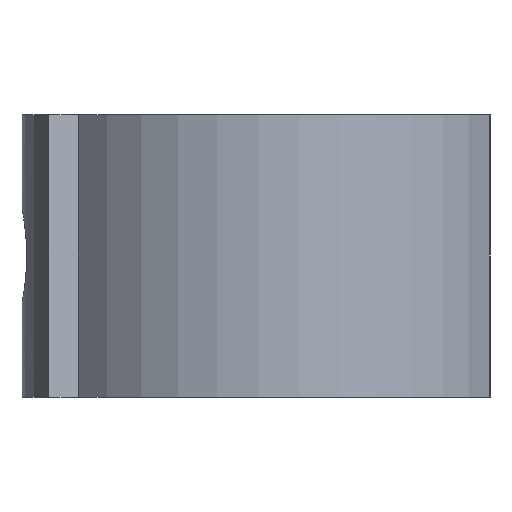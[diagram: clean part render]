
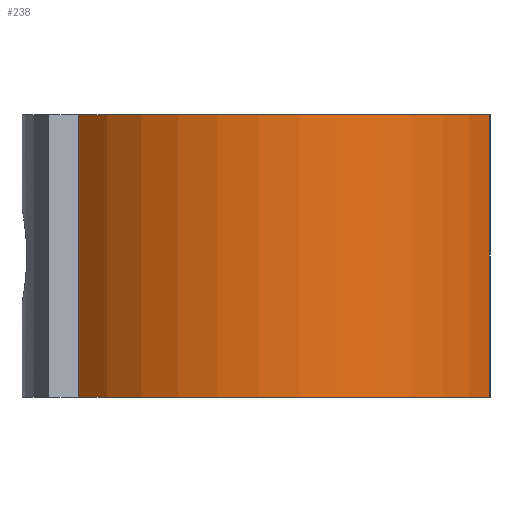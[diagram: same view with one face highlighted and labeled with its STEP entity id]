
A CAD part, left-side view. The second image highlights one B-rep face of the part: STEP entity #238.
In plain terms, the highlighted cylindrical face has radius 13 mm (diameter 26 mm), a partial arc.
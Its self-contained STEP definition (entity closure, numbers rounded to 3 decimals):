
#25=LINE('',#463,#43);
#26=LINE('',#469,#44);
#43=VECTOR('',#323,10.);
#44=VECTOR('',#330,10.);
#65=CIRCLE('',#280,13.);
#66=CIRCLE('',#281,13.);
#77=FACE_OUTER_BOUND('',#92,.T.);
#92=EDGE_LOOP('',(#180,#181,#182,#183));
#115=VERTEX_POINT('',#459);
#116=VERTEX_POINT('',#461);
#117=VERTEX_POINT('',#465);
#118=VERTEX_POINT('',#467);
#142=EDGE_CURVE('',#115,#116,#25,.T.);
#143=EDGE_CURVE('',#115,#117,#65,.T.);
#144=EDGE_CURVE('',#118,#116,#66,.T.);
#145=EDGE_CURVE('',#117,#118,#26,.T.);
#180=ORIENTED_EDGE('',*,*,#143,.F.);
#181=ORIENTED_EDGE('',*,*,#142,.T.);
#182=ORIENTED_EDGE('',*,*,#144,.F.);
#183=ORIENTED_EDGE('',*,*,#145,.F.);
#231=CYLINDRICAL_SURFACE('',#279,13.);
#238=ADVANCED_FACE('',(#77),#231,.T.);
#279=AXIS2_PLACEMENT_3D('',#464,#324,#325);
#280=AXIS2_PLACEMENT_3D('',#466,#326,#327);
#281=AXIS2_PLACEMENT_3D('',#468,#328,#329);
#323=DIRECTION('',(0.,0.,1.));
#324=DIRECTION('center_axis',(0.,0.,1.));
#325=DIRECTION('ref_axis',(0.639,-0.769,0.));
#326=DIRECTION('center_axis',(0.,0.,-1.));
#327=DIRECTION('ref_axis',(0.639,-0.769,0.));
#328=DIRECTION('center_axis',(0.,0.,1.));
#329=DIRECTION('ref_axis',(0.639,-0.769,0.));
#330=DIRECTION('',(0.,0.,1.));
#459=CARTESIAN_POINT('',(-5.387,-9.331,0.));
#461=CARTESIAN_POINT('',(-5.387,-9.331,15.));
#463=CARTESIAN_POINT('',(-5.387,-9.331,0.));
#464=CARTESIAN_POINT('Origin',(0.,2.5,0.));
#465=CARTESIAN_POINT('',(-8.307,12.5,0.));
#466=CARTESIAN_POINT('Origin',(0.,2.5,0.));
#467=CARTESIAN_POINT('',(-8.307,12.5,15.));
#468=CARTESIAN_POINT('Origin',(0.,2.5,15.));
#469=CARTESIAN_POINT('',(-8.307,12.5,0.));
